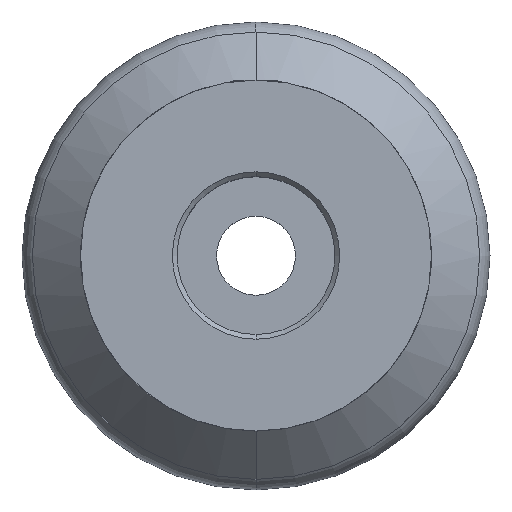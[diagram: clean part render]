
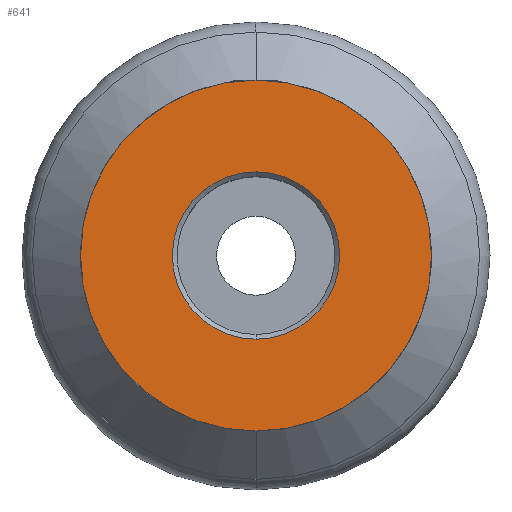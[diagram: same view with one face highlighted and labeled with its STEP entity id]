
A CAD part, top view. The second image highlights one B-rep face of the part: STEP entity #641.
In plain terms, the highlighted planar face has unit normal (0, 0, 1).
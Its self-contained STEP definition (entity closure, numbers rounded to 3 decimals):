
#261=EDGE_CURVE('',#287,#415,#713,.T.);
#287=VERTEX_POINT('',#742);
#335=EDGE_CURVE('',#359,#513,#797,.T.);
#353=EDGE_CURVE('',#415,#287,#815,.T.);
#359=VERTEX_POINT('',#821);
#415=VERTEX_POINT('',#880);
#513=VERTEX_POINT('',#988);
#641=ADVANCED_FACE('',(#1134,#1135),#1136,.T.);
#667=EDGE_CURVE('',#513,#359,#1163,.T.);
#713=CIRCLE('',#1207,14.3);
#742=CARTESIAN_POINT('',(0.0,14.3,0.0));
#797=CIRCLE('',#1428,30.0);
#815=CIRCLE('',#1454,14.3);
#821=CARTESIAN_POINT('',(0.,-30.0,0.0));
#880=CARTESIAN_POINT('',(0.,-14.3,0.0));
#988=CARTESIAN_POINT('',(0.0,30.0,0.0));
#1134=FACE_BOUND('',#2078,.T.);
#1135=FACE_OUTER_BOUND('',#2079,.T.);
#1136=PLANE('',#2080);
#1163=CIRCLE('',#2203,30.0);
#1207=AXIS2_PLACEMENT_3D('',#2239,#2240,#2241);
#1428=AXIS2_PLACEMENT_3D('',#2346,#2347,#2348);
#1454=AXIS2_PLACEMENT_3D('',#2360,#2361,#2362);
#2078=EDGE_LOOP('',(#2742,#2743));
#2079=EDGE_LOOP('',(#2744,#2745));
#2080=AXIS2_PLACEMENT_3D('',#2746,#2747,#2748);
#2203=AXIS2_PLACEMENT_3D('',#2765,#2766,#2767);
#2239=CARTESIAN_POINT('',(0.0,0.0,0.0));
#2240=DIRECTION('',(-0.0,0.0,-1.0));
#2241=DIRECTION('',(0.0,1.0,0.0));
#2346=CARTESIAN_POINT('',(0.0,0.0,0.0));
#2347=DIRECTION('',(0.0,0.0,-1.0));
#2348=DIRECTION('',(0.0,1.0,0.0));
#2360=CARTESIAN_POINT('',(0.0,0.0,0.0));
#2361=DIRECTION('',(-0.0,0.0,-1.0));
#2362=DIRECTION('',(0.0,1.0,0.0));
#2742=ORIENTED_EDGE('',*,*,#261,.T.);
#2743=ORIENTED_EDGE('',*,*,#353,.T.);
#2744=ORIENTED_EDGE('',*,*,#667,.F.);
#2745=ORIENTED_EDGE('',*,*,#335,.F.);
#2746=CARTESIAN_POINT('',(0.0,15.0,0.0));
#2747=DIRECTION('',(-0.0,0.0,1.0));
#2748=DIRECTION('',(0.0,-1.0,0.0));
#2765=CARTESIAN_POINT('',(0.0,0.0,0.0));
#2766=DIRECTION('',(0.0,0.0,-1.0));
#2767=DIRECTION('',(0.0,1.0,0.0));
